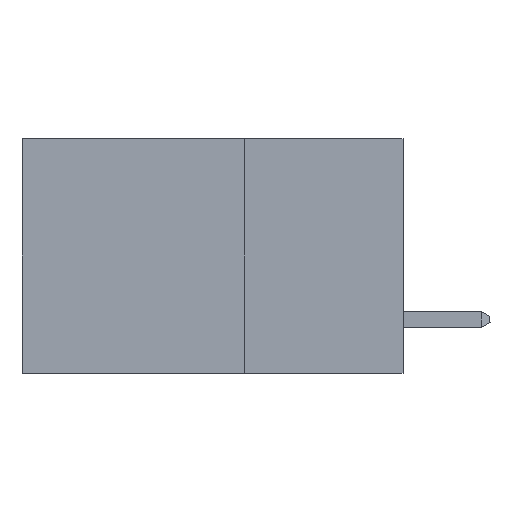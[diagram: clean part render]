
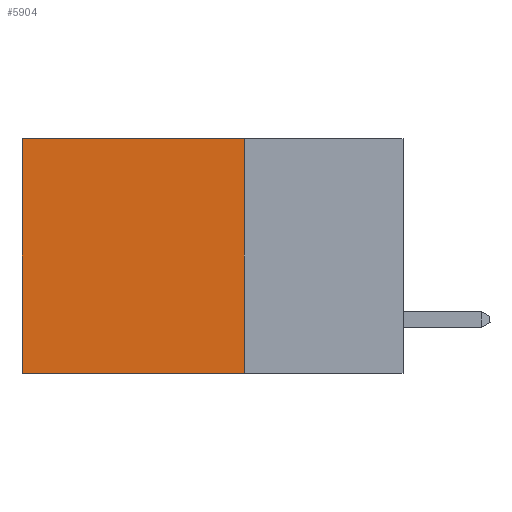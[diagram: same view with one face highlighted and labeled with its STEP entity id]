
A CAD part, left-side view. The second image highlights one B-rep face of the part: STEP entity #5904.
In plain terms, the highlighted planar face has unit normal (-1, 0, 0).
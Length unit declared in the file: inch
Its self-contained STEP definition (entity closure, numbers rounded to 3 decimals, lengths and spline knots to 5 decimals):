
#334 = DIRECTION ( 'NONE',  ( 0., 0., -1. ) ) ;
#1513 = AXIS2_PLACEMENT_3D ( 'NONE', #12997, #2525, #334 ) ;
#1781 = VECTOR ( 'NONE', #11132, 39.37008 ) ;
#2240 = VECTOR ( 'NONE', #8919, 39.37008 ) ;
#2315 = CARTESIAN_POINT ( 'NONE',  ( 0.2875, 0.6, 0. ) ) ;
#2335 = VERTEX_POINT ( 'NONE', #9597 ) ;
#2525 = DIRECTION ( 'NONE',  ( 1., 0., 0. ) ) ;
#2908 = CARTESIAN_POINT ( 'NONE',  ( 0.2875, 0.25, 0. ) ) ;
#3093 = LINE ( 'NONE', #10886, #14446 ) ;
#3247 = EDGE_CURVE ( 'NONE', #14785, #10206, #6677, .T. ) ;
#3517 = EDGE_CURVE ( 'NONE', #10206, #2335, #3093, .T. ) ;
#4102 = DIRECTION ( 'NONE',  ( 0., 1., 0. ) ) ;
#5904 = ADVANCED_FACE ( 'NONE', ( #11222 ), #9596, .F. ) ;
#5906 = DIRECTION ( 'NONE',  ( 0., 0., -1. ) ) ;
#6593 = CARTESIAN_POINT ( 'NONE',  ( 0.2875, 0.25, -0.37 ) ) ;
#6652 = ORIENTED_EDGE ( 'NONE', *, *, #3247, .F. ) ;
#6677 = LINE ( 'NONE', #11666, #7406 ) ;
#6889 = VERTEX_POINT ( 'NONE', #2315 ) ;
#7329 = EDGE_CURVE ( 'NONE', #14785, #6889, #8349, .T. ) ;
#7406 = VECTOR ( 'NONE', #5906, 39.37008 ) ;
#8349 = LINE ( 'NONE', #2908, #2240 ) ;
#8588 = LINE ( 'NONE', #9200, #1781 ) ;
#8919 = DIRECTION ( 'NONE',  ( 0., 1., 0. ) ) ;
#9083 = ORIENTED_EDGE ( 'NONE', *, *, #7329, .T. ) ;
#9200 = CARTESIAN_POINT ( 'NONE',  ( 0.2875, 0.6, 0. ) ) ;
#9596 = PLANE ( 'NONE',  #1513 ) ;
#9597 = CARTESIAN_POINT ( 'NONE',  ( 0.2875, 0.6, -0.37 ) ) ;
#10206 = VERTEX_POINT ( 'NONE', #6593 ) ;
#10886 = CARTESIAN_POINT ( 'NONE',  ( 0.2875, 0.25, -0.37 ) ) ;
#11132 = DIRECTION ( 'NONE',  ( 0., 0., -1. ) ) ;
#11222 = FACE_OUTER_BOUND ( 'NONE', #11697, .T. ) ;
#11385 = EDGE_CURVE ( 'NONE', #6889, #2335, #8588, .T. ) ;
#11666 = CARTESIAN_POINT ( 'NONE',  ( 0.2875, 0.25, 0. ) ) ;
#11697 = EDGE_LOOP ( 'NONE', ( #14372, #12432, #6652, #9083 ) ) ;
#12432 = ORIENTED_EDGE ( 'NONE', *, *, #3517, .F. ) ;
#12997 = CARTESIAN_POINT ( 'NONE',  ( 0.2875, 0.25, 0. ) ) ;
#14367 = CARTESIAN_POINT ( 'NONE',  ( 0.2875, 0.25, 0. ) ) ;
#14372 = ORIENTED_EDGE ( 'NONE', *, *, #11385, .T. ) ;
#14446 = VECTOR ( 'NONE', #4102, 39.37008 ) ;
#14785 = VERTEX_POINT ( 'NONE', #14367 ) ;
